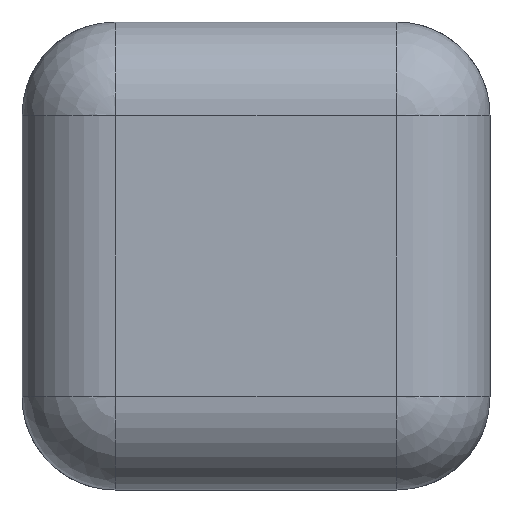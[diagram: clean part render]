
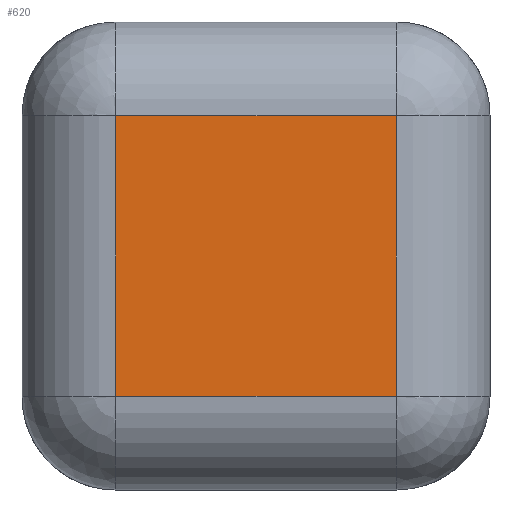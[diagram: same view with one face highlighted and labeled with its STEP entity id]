
A CAD part, left-side view. The second image highlights one B-rep face of the part: STEP entity #620.
In plain terms, the highlighted planar face has unit normal (-1, 0, 0).
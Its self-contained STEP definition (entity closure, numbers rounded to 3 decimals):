
#568=PLANE('',#1633);
#620=ADVANCED_FACE('',(#730),#568,.F.);
#730=FACE_OUTER_BOUND('',#800,.T.);
#800=EDGE_LOOP('',(#1200,#1201,#1202,#1203));
#932=LINE('',#2443,#976);
#933=LINE('',#2445,#977);
#934=LINE('',#2447,#978);
#935=LINE('',#2449,#979);
#976=VECTOR('',#1825,1.);
#977=VECTOR('',#1828,1.);
#978=VECTOR('',#1831,1.);
#979=VECTOR('',#1834,1.);
#1200=ORIENTED_EDGE('',*,*,#1490,.T.);
#1201=ORIENTED_EDGE('',*,*,#1488,.T.);
#1202=ORIENTED_EDGE('',*,*,#1491,.F.);
#1203=ORIENTED_EDGE('',*,*,#1489,.T.);
#1355=VERTEX_POINT('',#2416);
#1358=VERTEX_POINT('',#2428);
#1359=VERTEX_POINT('',#2434);
#1360=VERTEX_POINT('',#2440);
#1488=EDGE_CURVE('',#1360,#1359,#932,.T.);
#1489=EDGE_CURVE('',#1358,#1355,#933,.T.);
#1490=EDGE_CURVE('',#1355,#1360,#934,.T.);
#1491=EDGE_CURVE('',#1358,#1359,#935,.T.);
#1633=AXIS2_PLACEMENT_3D('',#2451,#1837,#1838);
#1825=DIRECTION('',(0.,0.,1.));
#1828=DIRECTION('',(0.,0.,-1.));
#1831=DIRECTION('',(0.,-1.,0.));
#1834=DIRECTION('',(0.,-1.,0.));
#1837=DIRECTION('',(1.,0.,0.));
#1838=DIRECTION('',(0.,0.,1.));
#2416=CARTESIAN_POINT('',(-0.2,0.18,-0.06));
#2428=CARTESIAN_POINT('',(-0.2,0.18,0.06));
#2434=CARTESIAN_POINT('',(-0.2,0.06,0.06));
#2440=CARTESIAN_POINT('',(-0.2,0.06,-0.06));
#2443=CARTESIAN_POINT('',(-0.2,0.06,0.06));
#2445=CARTESIAN_POINT('',(-0.2,0.18,-0.06));
#2447=CARTESIAN_POINT('',(-0.2,0.22,-0.06));
#2449=CARTESIAN_POINT('',(-0.2,0.22,0.06));
#2451=CARTESIAN_POINT('',(-0.2,0.22,0.06));
